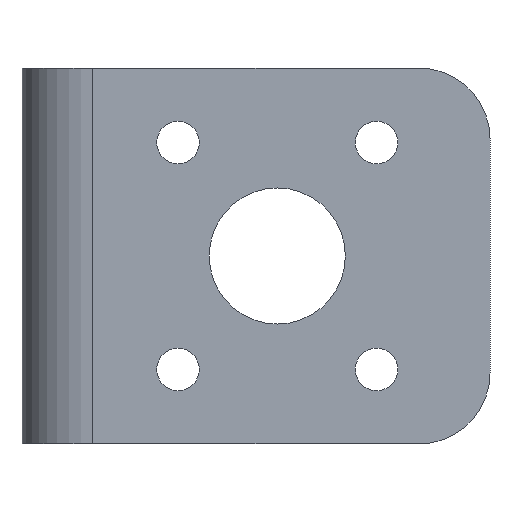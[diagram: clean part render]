
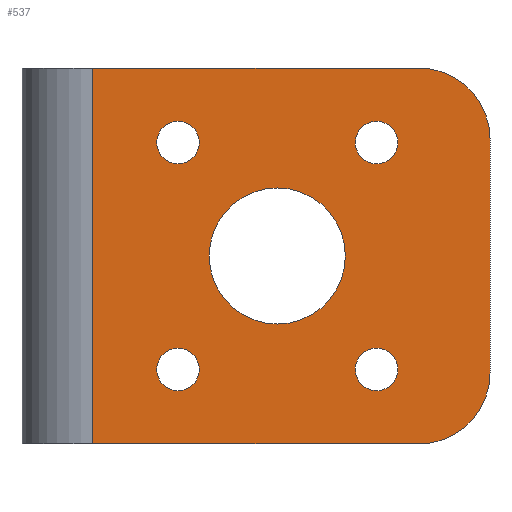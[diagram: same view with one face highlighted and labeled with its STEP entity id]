
A CAD part, front view. The second image highlights one B-rep face of the part: STEP entity #537.
In plain terms, the highlighted planar face has unit normal (0, -1, 0).
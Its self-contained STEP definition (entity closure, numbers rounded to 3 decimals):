
#11 = EDGE_LOOP ( 'NONE', ( #225, #927, #865, #463, #714, #1121 ) ) ;
#16 = CIRCLE ( 'NONE', #144, 5. ) ;
#17 = AXIS2_PLACEMENT_3D ( 'NONE', #176, #360, #171 ) ;
#31 = CARTESIAN_POINT ( 'NONE',  ( 0., 0., -13.25 ) ) ;
#38 = CARTESIAN_POINT ( 'NONE',  ( 18., 0., -4.8 ) ) ;
#46 = CARTESIAN_POINT ( 'NONE',  ( 11., 0., -8. ) ) ;
#56 = DIRECTION ( 'NONE',  ( 0., 0., -1. ) ) ;
#58 = CARTESIAN_POINT ( 'NONE',  ( 5., 0., -13.25 ) ) ;
#75 = ORIENTED_EDGE ( 'NONE', *, *, #1013, .T. ) ;
#99 = EDGE_LOOP ( 'NONE', ( #528, #75 ) ) ;
#124 = DIRECTION ( 'NONE',  ( 0., 1., 0. ) ) ;
#125 = FACE_BOUND ( 'NONE', #1004, .T. ) ;
#141 = VERTEX_POINT ( 'NONE', #553 ) ;
#144 = AXIS2_PLACEMENT_3D ( 'NONE', #829, #1211, #1218 ) ;
#147 = ORIENTED_EDGE ( 'NONE', *, *, #663, .T. ) ;
#148 = CARTESIAN_POINT ( 'NONE',  ( 0., 0., 13.25 ) ) ;
#157 = CARTESIAN_POINT ( 'NONE',  ( 33., 0., 13.25 ) ) ;
#158 = EDGE_CURVE ( 'NONE', #190, #1185, #173, .T. ) ;
#159 = CARTESIAN_POINT ( 'NONE',  ( 25., 0., 8. ) ) ;
#171 = DIRECTION ( 'NONE',  ( 0., 0., 1. ) ) ;
#173 = CIRCLE ( 'NONE', #588, 1.5 ) ;
#176 = CARTESIAN_POINT ( 'NONE',  ( 25., 0., -8. ) ) ;
#178 = LINE ( 'NONE', #371, #1190 ) ;
#190 = VERTEX_POINT ( 'NONE', #965 ) ;
#198 = CARTESIAN_POINT ( 'NONE',  ( 25., 0., 9.5 ) ) ;
#220 = CARTESIAN_POINT ( 'NONE',  ( 25., 0., 6.5 ) ) ;
#221 = EDGE_CURVE ( 'NONE', #308, #959, #1006, .T. ) ;
#225 = ORIENTED_EDGE ( 'NONE', *, *, #841, .T. ) ;
#226 = VECTOR ( 'NONE', #1012, 1000. ) ;
#230 = CARTESIAN_POINT ( 'NONE',  ( 25., 0., 8. ) ) ;
#243 = VECTOR ( 'NONE', #450, 1000. ) ;
#248 = DIRECTION ( 'NONE',  ( 0., 1., 0. ) ) ;
#258 = AXIS2_PLACEMENT_3D ( 'NONE', #159, #248, #631 ) ;
#264 = DIRECTION ( 'NONE',  ( 0., 0., 1. ) ) ;
#297 = EDGE_CURVE ( 'NONE', #425, #1229, #846, .T. ) ;
#308 = VERTEX_POINT ( 'NONE', #1155 ) ;
#318 = EDGE_CURVE ( 'NONE', #511, #431, #907, .T. ) ;
#325 = CARTESIAN_POINT ( 'NONE',  ( 18., 0., 0. ) ) ;
#328 = CARTESIAN_POINT ( 'NONE',  ( 11., 0., 8. ) ) ;
#330 = FACE_BOUND ( 'NONE', #955, .T. ) ;
#331 = LINE ( 'NONE', #31, #243 ) ;
#359 = ORIENTED_EDGE ( 'NONE', *, *, #1056, .T. ) ;
#360 = DIRECTION ( 'NONE',  ( 0., 1., 0. ) ) ;
#362 = CARTESIAN_POINT ( 'NONE',  ( 11., 0., -8. ) ) ;
#371 = CARTESIAN_POINT ( 'NONE',  ( 0., 0., 13.25 ) ) ;
#389 = EDGE_CURVE ( 'NONE', #1021, #549, #178, .T. ) ;
#398 = AXIS2_PLACEMENT_3D ( 'NONE', #148, #601, #1065 ) ;
#408 = CARTESIAN_POINT ( 'NONE',  ( 28., 0., -8.25 ) ) ;
#411 = DIRECTION ( 'NONE',  ( 0., 1., 0. ) ) ;
#414 = CIRCLE ( 'NONE', #1109, 1.5 ) ;
#416 = CIRCLE ( 'NONE', #258, 1.5 ) ;
#423 = CARTESIAN_POINT ( 'NONE',  ( 25., 0., -9.5 ) ) ;
#425 = VERTEX_POINT ( 'NONE', #1148 ) ;
#428 = CARTESIAN_POINT ( 'NONE',  ( 33., 0., 8.25 ) ) ;
#431 = VERTEX_POINT ( 'NONE', #220 ) ;
#448 = VERTEX_POINT ( 'NONE', #428 ) ;
#450 = DIRECTION ( 'NONE',  ( 1., 0., 0. ) ) ;
#463 = ORIENTED_EDGE ( 'NONE', *, *, #604, .T. ) ;
#470 = CIRCLE ( 'NONE', #17, 1.5 ) ;
#474 = EDGE_CURVE ( 'NONE', #531, #141, #414, .T. ) ;
#477 = AXIS2_PLACEMENT_3D ( 'NONE', #46, #1157, #508 ) ;
#497 = FACE_BOUND ( 'NONE', #852, .T. ) ;
#499 = DIRECTION ( 'NONE',  ( 0., 0., 1. ) ) ;
#508 = DIRECTION ( 'NONE',  ( 0., 0., 1. ) ) ;
#511 = VERTEX_POINT ( 'NONE', #198 ) ;
#516 = AXIS2_PLACEMENT_3D ( 'NONE', #777, #411, #977 ) ;
#525 = CIRCLE ( 'NONE', #477, 1.5 ) ;
#528 = ORIENTED_EDGE ( 'NONE', *, *, #221, .T. ) ;
#529 = DIRECTION ( 'NONE',  ( 0., 1., 0. ) ) ;
#531 = VERTEX_POINT ( 'NONE', #1144 ) ;
#537 = ADVANCED_FACE ( 'NONE', ( #677, #497, #125, #330, #1178, #794 ), #629, .F. ) ;
#549 = VERTEX_POINT ( 'NONE', #620 ) ;
#553 = CARTESIAN_POINT ( 'NONE',  ( 11., 0., -9.5 ) ) ;
#562 = VERTEX_POINT ( 'NONE', #730 ) ;
#578 = EDGE_CURVE ( 'NONE', #1021, #586, #651, .T. ) ;
#586 = VERTEX_POINT ( 'NONE', #58 ) ;
#588 = AXIS2_PLACEMENT_3D ( 'NONE', #900, #807, #264 ) ;
#601 = DIRECTION ( 'NONE',  ( 0., 1., 0. ) ) ;
#604 = EDGE_CURVE ( 'NONE', #448, #549, #16, .T. ) ;
#606 = CIRCLE ( 'NONE', #516, 1.5 ) ;
#619 = DIRECTION ( 'NONE',  ( 0., 0., 1. ) ) ;
#620 = CARTESIAN_POINT ( 'NONE',  ( 28., 0., 13.25 ) ) ;
#629 = PLANE ( 'NONE',  #398 ) ;
#631 = DIRECTION ( 'NONE',  ( 0., 0., 1. ) ) ;
#651 = LINE ( 'NONE', #1186, #226 ) ;
#654 = CIRCLE ( 'NONE', #1105, 4.8 ) ;
#660 = VERTEX_POINT ( 'NONE', #423 ) ;
#663 = EDGE_CURVE ( 'NONE', #562, #660, #606, .T. ) ;
#673 = EDGE_CURVE ( 'NONE', #1185, #190, #759, .T. ) ;
#677 = FACE_BOUND ( 'NONE', #914, .T. ) ;
#709 = CARTESIAN_POINT ( 'NONE',  ( 18., 0., 0. ) ) ;
#711 = AXIS2_PLACEMENT_3D ( 'NONE', #328, #124, #499 ) ;
#714 = ORIENTED_EDGE ( 'NONE', *, *, #389, .F. ) ;
#730 = CARTESIAN_POINT ( 'NONE',  ( 25., 0., -6.5 ) ) ;
#745 = DIRECTION ( 'NONE',  ( 1., 0., 0. ) ) ;
#748 = AXIS2_PLACEMENT_3D ( 'NONE', #230, #785, #619 ) ;
#759 = CIRCLE ( 'NONE', #711, 1.5 ) ;
#764 = EDGE_CURVE ( 'NONE', #448, #1229, #892, .T. ) ;
#777 = CARTESIAN_POINT ( 'NONE',  ( 25., 0., -8. ) ) ;
#780 = ORIENTED_EDGE ( 'NONE', *, *, #318, .T. ) ;
#785 = DIRECTION ( 'NONE',  ( 0., 1., 0. ) ) ;
#794 = FACE_OUTER_BOUND ( 'NONE', #11, .T. ) ;
#807 = DIRECTION ( 'NONE',  ( 0., 1., 0. ) ) ;
#815 = ORIENTED_EDGE ( 'NONE', *, *, #673, .T. ) ;
#829 = CARTESIAN_POINT ( 'NONE',  ( 28., 0., 8.25 ) ) ;
#838 = DIRECTION ( 'NONE',  ( 0., -1., 0. ) ) ;
#841 = EDGE_CURVE ( 'NONE', #586, #425, #331, .T. ) ;
#846 = CIRCLE ( 'NONE', #862, 5. ) ;
#852 = EDGE_LOOP ( 'NONE', ( #1014, #815 ) ) ;
#853 = EDGE_CURVE ( 'NONE', #141, #531, #525, .T. ) ;
#857 = EDGE_CURVE ( 'NONE', #431, #511, #416, .T. ) ;
#862 = AXIS2_PLACEMENT_3D ( 'NONE', #408, #838, #1136 ) ;
#864 = CARTESIAN_POINT ( 'NONE',  ( 11., 0., 6.5 ) ) ;
#865 = ORIENTED_EDGE ( 'NONE', *, *, #764, .F. ) ;
#877 = DIRECTION ( 'NONE',  ( 0., 0., 1. ) ) ;
#885 = DIRECTION ( 'NONE',  ( 0., 1., 0. ) ) ;
#892 = LINE ( 'NONE', #157, #1029 ) ;
#900 = CARTESIAN_POINT ( 'NONE',  ( 11., 0., 8. ) ) ;
#901 = ORIENTED_EDGE ( 'NONE', *, *, #857, .T. ) ;
#907 = CIRCLE ( 'NONE', #748, 1.5 ) ;
#914 = EDGE_LOOP ( 'NONE', ( #780, #901 ) ) ;
#927 = ORIENTED_EDGE ( 'NONE', *, *, #297, .T. ) ;
#955 = EDGE_LOOP ( 'NONE', ( #981, #1193 ) ) ;
#959 = VERTEX_POINT ( 'NONE', #38 ) ;
#965 = CARTESIAN_POINT ( 'NONE',  ( 11., 0., 9.5 ) ) ;
#973 = CARTESIAN_POINT ( 'NONE',  ( 33., 0., -8.25 ) ) ;
#977 = DIRECTION ( 'NONE',  ( 0., 0., 1. ) ) ;
#981 = ORIENTED_EDGE ( 'NONE', *, *, #474, .T. ) ;
#1004 = EDGE_LOOP ( 'NONE', ( #147, #359 ) ) ;
#1006 = CIRCLE ( 'NONE', #1217, 4.8 ) ;
#1012 = DIRECTION ( 'NONE',  ( 0., 0., -1. ) ) ;
#1013 = EDGE_CURVE ( 'NONE', #959, #308, #654, .T. ) ;
#1014 = ORIENTED_EDGE ( 'NONE', *, *, #158, .T. ) ;
#1021 = VERTEX_POINT ( 'NONE', #1182 ) ;
#1029 = VECTOR ( 'NONE', #56, 1000. ) ;
#1056 = EDGE_CURVE ( 'NONE', #660, #562, #470, .T. ) ;
#1065 = DIRECTION ( 'NONE',  ( 0., 0., 1. ) ) ;
#1087 = DIRECTION ( 'NONE',  ( 0., 0., 1. ) ) ;
#1105 = AXIS2_PLACEMENT_3D ( 'NONE', #325, #1159, #1164 ) ;
#1109 = AXIS2_PLACEMENT_3D ( 'NONE', #362, #529, #877 ) ;
#1121 = ORIENTED_EDGE ( 'NONE', *, *, #578, .T. ) ;
#1136 = DIRECTION ( 'NONE',  ( 0., 0., 1. ) ) ;
#1144 = CARTESIAN_POINT ( 'NONE',  ( 11., 0., -6.5 ) ) ;
#1148 = CARTESIAN_POINT ( 'NONE',  ( 28., 0., -13.25 ) ) ;
#1155 = CARTESIAN_POINT ( 'NONE',  ( 18., 0., 4.8 ) ) ;
#1157 = DIRECTION ( 'NONE',  ( 0., 1., 0. ) ) ;
#1159 = DIRECTION ( 'NONE',  ( 0., 1., 0. ) ) ;
#1164 = DIRECTION ( 'NONE',  ( 0., 0., 1. ) ) ;
#1178 = FACE_BOUND ( 'NONE', #99, .T. ) ;
#1182 = CARTESIAN_POINT ( 'NONE',  ( 5., 0., 13.25 ) ) ;
#1185 = VERTEX_POINT ( 'NONE', #864 ) ;
#1186 = CARTESIAN_POINT ( 'NONE',  ( 5., 0., 13.25 ) ) ;
#1190 = VECTOR ( 'NONE', #745, 1000. ) ;
#1193 = ORIENTED_EDGE ( 'NONE', *, *, #853, .T. ) ;
#1211 = DIRECTION ( 'NONE',  ( 0., -1., 0. ) ) ;
#1217 = AXIS2_PLACEMENT_3D ( 'NONE', #709, #885, #1087 ) ;
#1218 = DIRECTION ( 'NONE',  ( 0., 0., 1. ) ) ;
#1229 = VERTEX_POINT ( 'NONE', #973 ) ;
